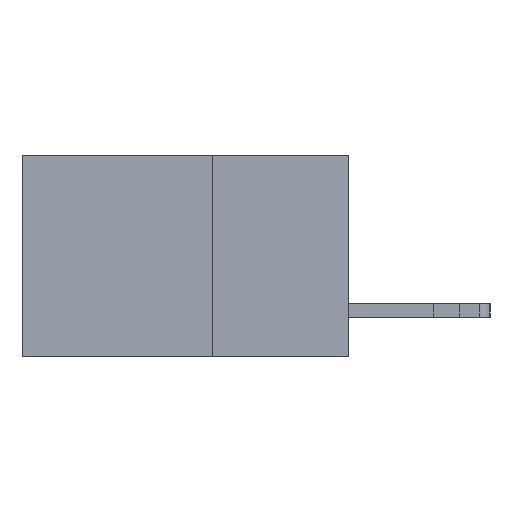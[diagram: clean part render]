
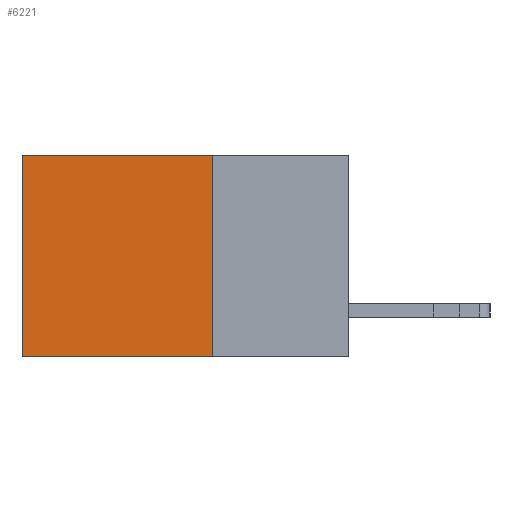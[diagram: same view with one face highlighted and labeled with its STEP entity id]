
A CAD part, left-side view. The second image highlights one B-rep face of the part: STEP entity #6221.
In plain terms, the highlighted planar face has unit normal (-1, 0, 0).
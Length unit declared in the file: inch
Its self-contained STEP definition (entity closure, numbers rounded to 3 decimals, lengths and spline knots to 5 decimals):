
#611 = CARTESIAN_POINT ( 'NONE',  ( 0.298, 0.25, 0. ) ) ;
#699 = ORIENTED_EDGE ( 'NONE', *, *, #8220, .T. ) ;
#1819 = CARTESIAN_POINT ( 'NONE',  ( 0.298, 0.25, -0.37 ) ) ;
#2806 = DIRECTION ( 'NONE',  ( 0., 1., 0. ) ) ;
#2818 = PLANE ( 'NONE',  #12246 ) ;
#3983 = VERTEX_POINT ( 'NONE', #20916 ) ;
#4037 = VECTOR ( 'NONE', #2806, 39.37008 ) ;
#4630 = CARTESIAN_POINT ( 'NONE',  ( 0.298, 0.6, 0. ) ) ;
#4659 = LINE ( 'NONE', #12168, #4037 ) ;
#4877 = CARTESIAN_POINT ( 'NONE',  ( 0.298, 0.6, 0. ) ) ;
#5373 = VERTEX_POINT ( 'NONE', #8157 ) ;
#6019 = EDGE_CURVE ( 'NONE', #3983, #5373, #9750, .T. ) ;
#6221 = ADVANCED_FACE ( 'NONE', ( #7760 ), #2818, .F. ) ;
#6232 = DIRECTION ( 'NONE',  ( 0., 0., -1. ) ) ;
#6605 = DIRECTION ( 'NONE',  ( 0., 0., -1. ) ) ;
#6674 = DIRECTION ( 'NONE',  ( 0., 0., -1. ) ) ;
#6959 = DIRECTION ( 'NONE',  ( 0., 1., 0. ) ) ;
#7469 = ORIENTED_EDGE ( 'NONE', *, *, #17588, .F. ) ;
#7760 = FACE_OUTER_BOUND ( 'NONE', #8544, .T. ) ;
#8150 = EDGE_CURVE ( 'NONE', #22206, #15080, #4659, .T. ) ;
#8157 = CARTESIAN_POINT ( 'NONE',  ( 0.298, 0.6, -0.37 ) ) ;
#8220 = EDGE_CURVE ( 'NONE', #15080, #5373, #8474, .T. ) ;
#8266 = ORIENTED_EDGE ( 'NONE', *, *, #8150, .T. ) ;
#8474 = LINE ( 'NONE', #4877, #22267 ) ;
#8544 = EDGE_LOOP ( 'NONE', ( #699, #22820, #7469, #8266 ) ) ;
#9750 = LINE ( 'NONE', #1819, #13567 ) ;
#12168 = CARTESIAN_POINT ( 'NONE',  ( 0.298, 0.25, 0. ) ) ;
#12246 = AXIS2_PLACEMENT_3D ( 'NONE', #21507, #17831, #6605 ) ;
#12561 = VECTOR ( 'NONE', #6232, 39.37008 ) ;
#13567 = VECTOR ( 'NONE', #6959, 39.37008 ) ;
#15080 = VERTEX_POINT ( 'NONE', #4630 ) ;
#17588 = EDGE_CURVE ( 'NONE', #22206, #3983, #22544, .T. ) ;
#17831 = DIRECTION ( 'NONE',  ( 1., 0., 0. ) ) ;
#20916 = CARTESIAN_POINT ( 'NONE',  ( 0.298, 0.25, -0.37 ) ) ;
#21507 = CARTESIAN_POINT ( 'NONE',  ( 0.298, 0.25, 0. ) ) ;
#22206 = VERTEX_POINT ( 'NONE', #23944 ) ;
#22267 = VECTOR ( 'NONE', #6674, 39.37008 ) ;
#22544 = LINE ( 'NONE', #611, #12561 ) ;
#22820 = ORIENTED_EDGE ( 'NONE', *, *, #6019, .F. ) ;
#23944 = CARTESIAN_POINT ( 'NONE',  ( 0.298, 0.25, 0. ) ) ;
